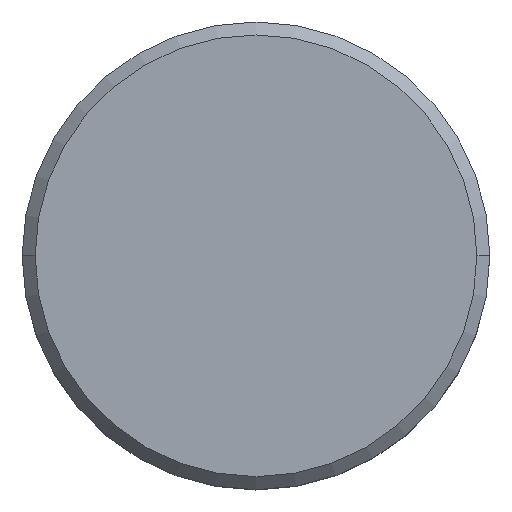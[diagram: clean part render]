
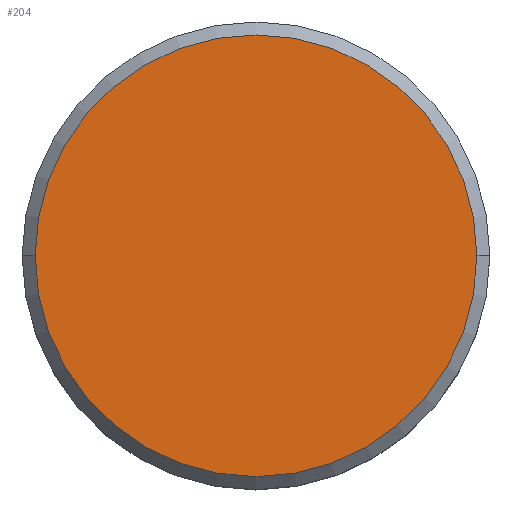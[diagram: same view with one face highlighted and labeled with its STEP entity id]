
A CAD part, top view. The second image highlights one B-rep face of the part: STEP entity #204.
In plain terms, the highlighted planar face has unit normal (0, 0, 1).
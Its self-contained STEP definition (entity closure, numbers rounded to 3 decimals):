
#10 = EDGE_LOOP ( 'NONE', ( #115, #74 ) ) ;
#65 = CARTESIAN_POINT ( 'NONE',  ( 0., 0., 0. ) ) ;
#74 = ORIENTED_EDGE ( 'NONE', *, *, #444, .T. ) ;
#99 = DIRECTION ( 'NONE',  ( 1., 0., 0. ) ) ;
#115 = ORIENTED_EDGE ( 'NONE', *, *, #329, .T. ) ;
#117 = CIRCLE ( 'NONE', #165, 8.5 ) ;
#165 = AXIS2_PLACEMENT_3D ( 'NONE', #279, #424, #99 ) ;
#179 = DIRECTION ( 'NONE',  ( 0., 0., 1. ) ) ;
#192 = VERTEX_POINT ( 'NONE', #304 ) ;
#204 = ADVANCED_FACE ( 'NONE', ( #272 ), #278, .T. ) ;
#217 = CARTESIAN_POINT ( 'NONE',  ( -8.5, 0., 0. ) ) ;
#242 = DIRECTION ( 'NONE',  ( 1., 0., 0. ) ) ;
#272 = FACE_OUTER_BOUND ( 'NONE', #10, .T. ) ;
#278 = PLANE ( 'NONE',  #311 ) ;
#279 = CARTESIAN_POINT ( 'NONE',  ( 0., 0., 0. ) ) ;
#304 = CARTESIAN_POINT ( 'NONE',  ( 8.5, 0., 0. ) ) ;
#311 = AXIS2_PLACEMENT_3D ( 'NONE', #65, #453, #450 ) ;
#329 = EDGE_CURVE ( 'NONE', #432, #192, #394, .T. ) ;
#333 = AXIS2_PLACEMENT_3D ( 'NONE', #353, #179, #242 ) ;
#353 = CARTESIAN_POINT ( 'NONE',  ( 0., 0., 0. ) ) ;
#394 = CIRCLE ( 'NONE', #333, 8.5 ) ;
#424 = DIRECTION ( 'NONE',  ( 0., 0., 1. ) ) ;
#432 = VERTEX_POINT ( 'NONE', #217 ) ;
#444 = EDGE_CURVE ( 'NONE', #192, #432, #117, .T. ) ;
#450 = DIRECTION ( 'NONE',  ( 1., 0., 0. ) ) ;
#453 = DIRECTION ( 'NONE',  ( 0., 0., 1. ) ) ;
